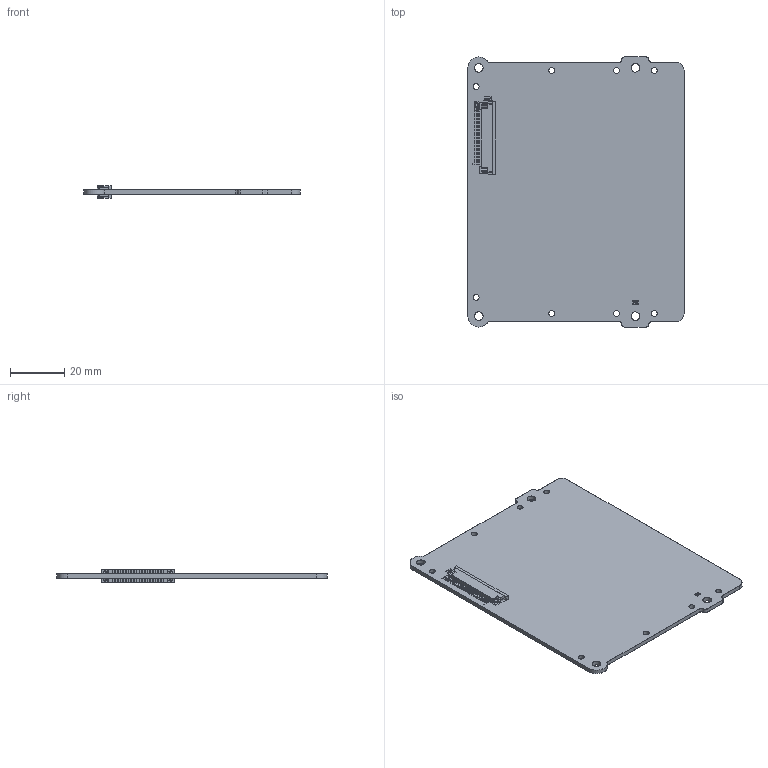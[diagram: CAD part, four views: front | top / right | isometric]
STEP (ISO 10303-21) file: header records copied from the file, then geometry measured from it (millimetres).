
FILE_DESCRIPTION(('KiCad electronic assembly'),'2;1');
FILE_NAME('PMCNV-INA226.step','2025-11-25T15:37:06',('Pcbnew'),('Kicad') ,'Open CASCADE STEP processor 7.9','KiCad to STEP converter','Unknown' );
FILE_SCHEMA(('AUTOMOTIVE_DESIGN { 1 0 10303 214 1 1 1 1 }'));
Length unit declared in the file: millimetre
Products named in the file (13): PMCNV-INA226 6; Download_STP_68612014422_rev1; Geh㴳e; Verschluss; Pin1; Pin_rechts; Pin_rechts_mir5; PMCNV-INA226_pad; PMCNV-INA226_silkscreen; PMCNV-INA226_soldermask; PMCNV-INA226_PCB
Assembly tree (32 placements, depth 3):
  PMCNV-INA226 6
    Download_STP_68612014422_rev1  x2
      Geh㴳e
      Verschluss
      Pin1
      Pin_rechts
      Pin_rechts_mir5
    PMCNV-INA226_pad
    PMCNV-INA226_silkscreen
    PMCNV-INA226_silkscreen
    PMCNV-INA226_soldermask
    PMCNV-INA226_soldermask
    PMCNV-INA226_PCB
Bounding box: 80 x 100 x 4.68 mm (x, y, z)
Volume: 12232.1 mm3; surface area: 34598.2 mm2
Topology: 110 solids, 200 shells, 2844 faces, 11418 edges, 8768 vertices
Faces by surface type: plane 1908, cylinder 936
Full cylindrical faces by diameter (mm): 2.2 x8, 3.2 x4
Entity records: 65863 total; most frequent: CARTESIAN_POINT 13207, DIRECTION 10014, ORIENTED_EDGE 9360, EDGE_CURVE 6504, VERTEX_POINT 5522, LINE 5356, VECTOR 5356, AXIS2_PLACEMENT_3D 2329
